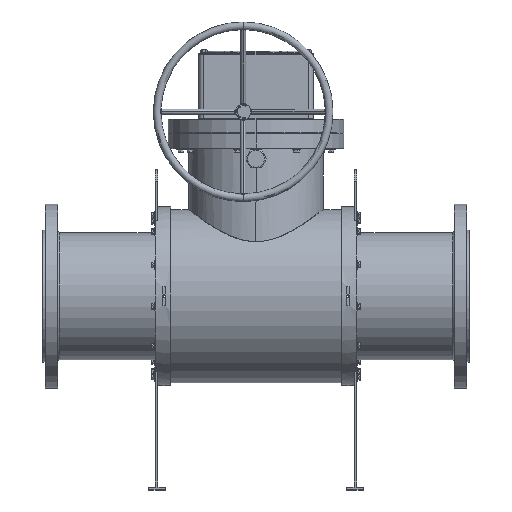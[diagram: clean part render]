
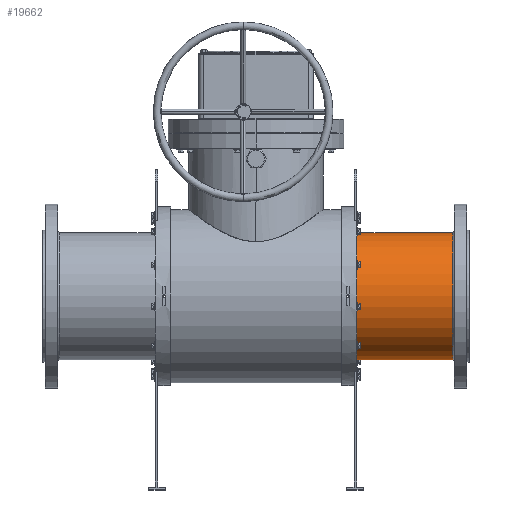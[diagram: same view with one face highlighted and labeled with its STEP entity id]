
A CAD part, top view. The second image highlights one B-rep face of the part: STEP entity #19662.
In plain terms, the highlighted cylindrical face has radius 248 mm (diameter 496 mm), a partial arc.
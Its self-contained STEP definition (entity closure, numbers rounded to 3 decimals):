
#590 = CIRCLE ( 'NONE', #16854, 248. ) ;
#2757 = VERTEX_POINT ( 'NONE', #27984 ) ;
#2778 = ORIENTED_EDGE ( 'NONE', *, *, #10830, .T. ) ;
#3404 = AXIS2_PLACEMENT_3D ( 'NONE', #17428, #17858, #13083 ) ;
#3492 = DIRECTION ( 'NONE',  ( 0., 1., 0. ) ) ;
#4194 = FACE_OUTER_BOUND ( 'NONE', #5680, .T. ) ;
#5203 = DIRECTION ( 'NONE',  ( 1., 0., 0. ) ) ;
#5680 = EDGE_LOOP ( 'NONE', ( #2778, #12000, #6977, #27120 ) ) ;
#6977 = ORIENTED_EDGE ( 'NONE', *, *, #10104, .T. ) ;
#7445 = VERTEX_POINT ( 'NONE', #26373 ) ;
#7630 = VERTEX_POINT ( 'NONE', #13670 ) ;
#7963 = CARTESIAN_POINT ( 'NONE',  ( 393., 0., 0. ) ) ;
#9817 = CARTESIAN_POINT ( 'NONE',  ( 767., -248., 0. ) ) ;
#10104 = EDGE_CURVE ( 'NONE', #7445, #7630, #17764, .T. ) ;
#10615 = CYLINDRICAL_SURFACE ( 'NONE', #3404, 248. ) ;
#10830 = EDGE_CURVE ( 'NONE', #26221, #2757, #590, .T. ) ;
#12000 = ORIENTED_EDGE ( 'NONE', *, *, #12147, .T. ) ;
#12147 = EDGE_CURVE ( 'NONE', #2757, #7445, #19417, .T. ) ;
#13083 = DIRECTION ( 'NONE',  ( 0., -1., 0. ) ) ;
#13670 = CARTESIAN_POINT ( 'NONE',  ( 393., -248., 0. ) ) ;
#15089 = DIRECTION ( 'NONE',  ( -1., 0., 0. ) ) ;
#16854 = AXIS2_PLACEMENT_3D ( 'NONE', #19337, #21506, #3492 ) ;
#17428 = CARTESIAN_POINT ( 'NONE',  ( -832., 0., 0. ) ) ;
#17764 = CIRCLE ( 'NONE', #20984, 248. ) ;
#17858 = DIRECTION ( 'NONE',  ( -1., 0., 0. ) ) ;
#19161 = LINE ( 'NONE', #27974, #21974 ) ;
#19337 = CARTESIAN_POINT ( 'NONE',  ( 767., 0., 0. ) ) ;
#19417 = LINE ( 'NONE', #26042, #25656 ) ;
#19525 = EDGE_CURVE ( 'NONE', #26221, #7630, #19161, .T. ) ;
#19662 = ADVANCED_FACE ( 'NONE', ( #4194 ), #10615, .T. ) ;
#20984 = AXIS2_PLACEMENT_3D ( 'NONE', #7963, #5203, #25354 ) ;
#21472 = DIRECTION ( 'NONE',  ( -1., 0., 0. ) ) ;
#21506 = DIRECTION ( 'NONE',  ( -1., 0., 0. ) ) ;
#21974 = VECTOR ( 'NONE', #21472, 1000. ) ;
#25354 = DIRECTION ( 'NONE',  ( 0., 0., -1. ) ) ;
#25656 = VECTOR ( 'NONE', #15089, 1000. ) ;
#26042 = CARTESIAN_POINT ( 'NONE',  ( -832., 248., 0. ) ) ;
#26221 = VERTEX_POINT ( 'NONE', #9817 ) ;
#26373 = CARTESIAN_POINT ( 'NONE',  ( 393., 248., 0. ) ) ;
#27120 = ORIENTED_EDGE ( 'NONE', *, *, #19525, .F. ) ;
#27974 = CARTESIAN_POINT ( 'NONE',  ( -832., -248., 0. ) ) ;
#27984 = CARTESIAN_POINT ( 'NONE',  ( 767., 248., 0. ) ) ;
